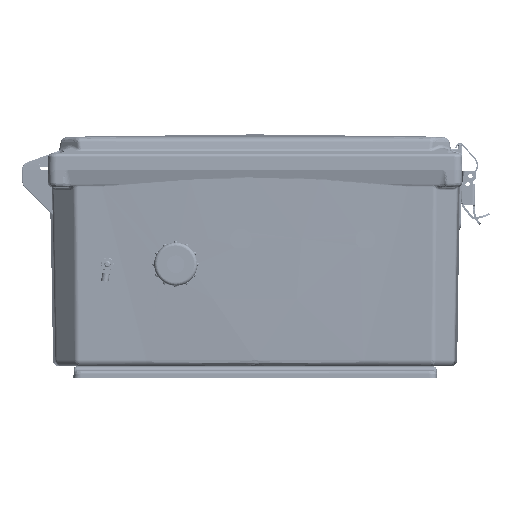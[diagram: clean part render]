
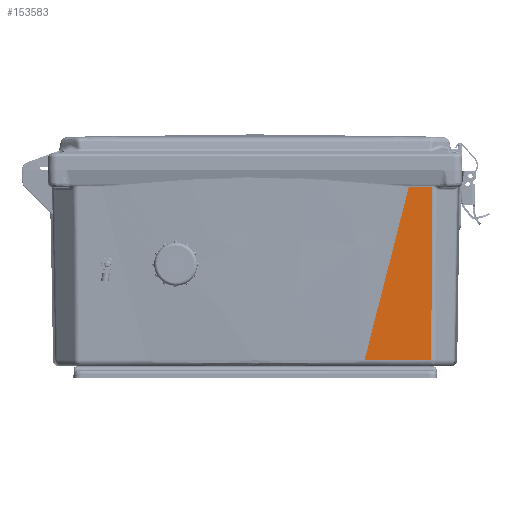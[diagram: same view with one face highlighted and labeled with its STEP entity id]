
A CAD part, front view. The second image highlights one B-rep face of the part: STEP entity #153583.
In plain terms, the highlighted face is planar.
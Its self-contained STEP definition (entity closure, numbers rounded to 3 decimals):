
#1956 = EDGE_CURVE ( 'NONE', #158337, #199392, #27841, .T. ) ;
#8889 = FACE_OUTER_BOUND ( 'NONE', #118157, .T. ) ;
#10154 = CARTESIAN_POINT ( 'NONE',  ( -146.642, -179.431, -135.672 ) ) ;
#10680 = CARTESIAN_POINT ( 'NONE',  ( -12.85, -181.767, -136.64 ) ) ;
#14089 = CARTESIAN_POINT ( 'NONE',  ( -146.642, -179.431, 274.035 ) ) ;
#18061 = CARTESIAN_POINT ( 'NONE',  ( -146.642, -179.431, -84.339 ) ) ;
#23303 = AXIS2_PLACEMENT_3D ( 'NONE', #27973, #47432, #201927 ) ;
#24003 = CARTESIAN_POINT ( 'NONE',  ( -12.85, -181.767, -118.52 ) ) ;
#27841 = LINE ( 'NONE', #88229, #113683 ) ;
#27973 = CARTESIAN_POINT ( 'NONE',  ( 0., -181.991, 171.387 ) ) ;
#31726 = VECTOR ( 'NONE', #109632, 1000. ) ;
#42974 = VECTOR ( 'NONE', #185820, 1000. ) ;
#43181 = LINE ( 'NONE', #14089, #42974 ) ;
#47432 = DIRECTION ( 'NONE',  ( -0.017, -1., 0. ) ) ;
#57862 = CARTESIAN_POINT ( 'NONE',  ( -109.564, -180.079, -93.793 ) ) ;
#58977 = VERTEX_POINT ( 'NONE', #18061 ) ;
#68921 = EDGE_CURVE ( 'NONE', #157369, #158337, #131137, .T. ) ;
#69336 = ORIENTED_EDGE ( 'NONE', *, *, #68921, .T. ) ;
#76476 = CARTESIAN_POINT ( 'NONE',  ( -146.642, -179.431, -84.339 ) ) ;
#80853 = CARTESIAN_POINT ( 'NONE',  ( -12.85, -181.767, -118.52 ) ) ;
#88229 = CARTESIAN_POINT ( 'NONE',  ( -12.85, -181.767, 171.387 ) ) ;
#109632 = DIRECTION ( 'NONE',  ( 1., -0.017, -0.007 ) ) ;
#113683 = VECTOR ( 'NONE', #188077, 1000. ) ;
#118157 = EDGE_LOOP ( 'NONE', ( #69336, #211967, #143272, #181221 ) ) ;
#119674 = EDGE_CURVE ( 'NONE', #157369, #58977, #43181, .T. ) ;
#126415 = EDGE_CURVE ( 'NONE', #199392, #58977, #160010, .T. ) ;
#131137 = LINE ( 'NONE', #177128, #31726 ) ;
#143272 = ORIENTED_EDGE ( 'NONE', *, *, #126415, .T. ) ;
#153583 = ADVANCED_FACE ( 'NONE', ( #8889 ), #183170, .T. ) ;
#157369 = VERTEX_POINT ( 'NONE', #10154 ) ;
#158337 = VERTEX_POINT ( 'NONE', #10680 ) ;
#160010 = B_SPLINE_CURVE_WITH_KNOTS ( 'NONE', 3,
 ( #24003, #213785, #57862, #76476 ),
 .UNSPECIFIED., .F., .F.,
 ( 4, 4 ),
 ( 0., 1. ),
 .UNSPECIFIED. ) ;
#177128 = CARTESIAN_POINT ( 'NONE',  ( -146.642, -179.431, -135.672 ) ) ;
#181221 = ORIENTED_EDGE ( 'NONE', *, *, #119674, .F. ) ;
#183170 = PLANE ( 'NONE',  #23303 ) ;
#185820 = DIRECTION ( 'NONE',  ( 0., 0., 1. ) ) ;
#188077 = DIRECTION ( 'NONE',  ( 0., 0., 1. ) ) ;
#199392 = VERTEX_POINT ( 'NONE', #80853 ) ;
#201927 = DIRECTION ( 'NONE',  ( 1., -0.017, 0. ) ) ;
#211967 = ORIENTED_EDGE ( 'NONE', *, *, #1956, .T. ) ;
#213785 = CARTESIAN_POINT ( 'NONE',  ( -64.967, -180.857, -105.187 ) ) ;
